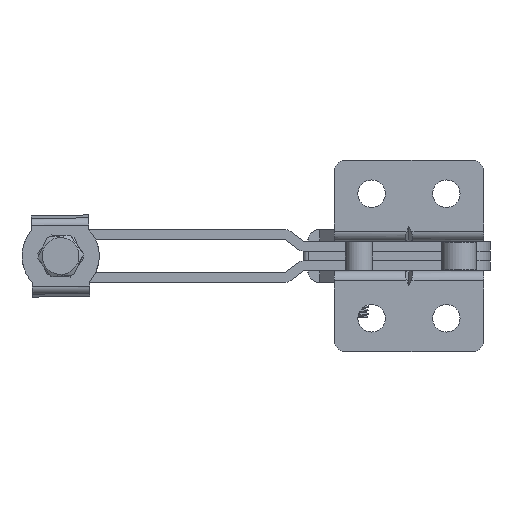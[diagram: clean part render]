
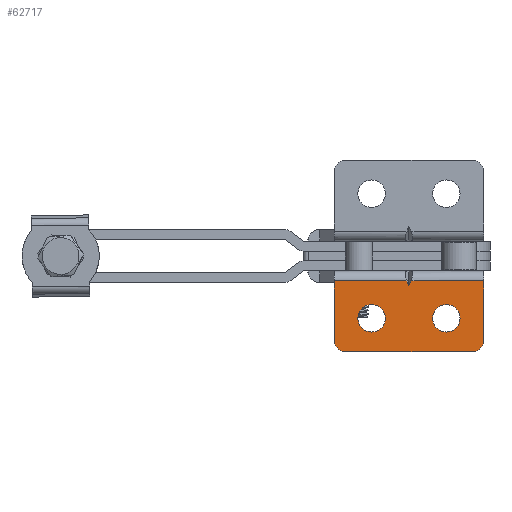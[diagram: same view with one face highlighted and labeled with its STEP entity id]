
A CAD part, front view. The second image highlights one B-rep face of the part: STEP entity #62717.
In plain terms, the highlighted planar face has unit normal (0, -1, 0).
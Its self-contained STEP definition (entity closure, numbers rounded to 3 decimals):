
#8660 = DIRECTION ( 'NONE',  ( -1., 0., 0. ) ) ;
#8661 = DIRECTION ( 'NONE',  ( 0., -1., 0. ) ) ;
#8662 = CARTESIAN_POINT ( 'NONE',  ( -15., 0., -31. ) ) ;
#8663 = AXIS2_PLACEMENT_3D ( 'NONE', #8662, #8661, #8660 ) ;
#8664 = CIRCLE ( 'NONE', #8663, 5.5 ) ;
#8669 = CARTESIAN_POINT ( 'NONE',  ( -39.5, 0., -31. ) ) ;
#8670 = CARTESIAN_POINT ( 'NONE',  ( -50.5, 0., -31. ) ) ;
#8708 = CARTESIAN_POINT ( 'NONE',  ( -9.5, 0., -31. ) ) ;
#8740 = CARTESIAN_POINT ( 'NONE',  ( -29.203, 0., -16. ) ) ;
#8743 = DIRECTION ( 'NONE',  ( -1., 0., 0. ) ) ;
#8744 = DIRECTION ( 'NONE',  ( 0., -1., 0. ) ) ;
#8745 = CARTESIAN_POINT ( 'NONE',  ( -45., 0., -31. ) ) ;
#8746 = AXIS2_PLACEMENT_3D ( 'NONE', #8745, #8744, #8743 ) ;
#8750 = CIRCLE ( 'NONE', #8746, 5.5 ) ;
#8754 = CARTESIAN_POINT ( 'NONE',  ( -20.5, 0., -31. ) ) ;
#8779 = CARTESIAN_POINT ( 'NONE',  ( 0., 0., -16. ) ) ;
#8904 = DIRECTION ( 'NONE',  ( 1., 0., 0. ) ) ;
#8905 = VECTOR ( 'NONE', #8904, 1000. ) ;
#8911 = LINE ( 'NONE', #8916, #8905 ) ;
#8916 = CARTESIAN_POINT ( 'NONE',  ( 0., 0., -16. ) ) ;
#8923 = DIRECTION ( 'NONE',  ( 1., 0., 0. ) ) ;
#8924 = VECTOR ( 'NONE', #8923, 1000. ) ;
#8926 = CARTESIAN_POINT ( 'NONE',  ( 0., 0., -16. ) ) ;
#8927 = LINE ( 'NONE', #8926, #8924 ) ;
#9021 = CARTESIAN_POINT ( 'NONE',  ( 0., 0., -39.5 ) ) ;
#9049 = FACE_BOUND ( 'NONE', #62768, .T. ) ;
#9056 = CARTESIAN_POINT ( 'NONE',  ( 0., 0., -16.5 ) ) ;
#9057 = FACE_BOUND ( 'NONE', #62723, .T. ) ;
#9060 = DIRECTION ( 'NONE',  ( 0., 0., 1. ) ) ;
#9061 = VECTOR ( 'NONE', #9060, 1000. ) ;
#9070 = CARTESIAN_POINT ( 'NONE',  ( 0., 0., -16.5 ) ) ;
#9071 = LINE ( 'NONE', #9070, #9061 ) ;
#9085 = DIRECTION ( 'NONE',  ( 0., 0., 1. ) ) ;
#9086 = CARTESIAN_POINT ( 'NONE',  ( -60., 0., -16.5 ) ) ;
#9088 = LINE ( 'NONE', #9086, #9137 ) ;
#9090 = CIRCLE ( 'NONE', #9125, 5.5 ) ;
#9091 = DIRECTION ( 'NONE',  ( 0.391, 0., -0.921 ) ) ;
#9092 = VECTOR ( 'NONE', #9091, 1000. ) ;
#9093 = CARTESIAN_POINT ( 'NONE',  ( -25.919, 0., -27.497 ) ) ;
#9097 = DIRECTION ( 'NONE',  ( -1., 0., 0. ) ) ;
#9098 = LINE ( 'NONE', #9093, #9092 ) ;
#9101 = AXIS2_PLACEMENT_3D ( 'NONE', #9056, #9109, #9097 ) ;
#9106 = PLANE ( 'NONE',  #9101 ) ;
#9108 = FACE_OUTER_BOUND ( 'NONE', #62749, .T. ) ;
#9109 = DIRECTION ( 'NONE',  ( 0., 1., 0. ) ) ;
#9110 = CARTESIAN_POINT ( 'NONE',  ( -30., 0., -17.879 ) ) ;
#9122 = DIRECTION ( 'NONE',  ( -1., 0., 0. ) ) ;
#9123 = DIRECTION ( 'NONE',  ( 0., -1., 0. ) ) ;
#9124 = CARTESIAN_POINT ( 'NONE',  ( -15., 0., -31. ) ) ;
#9125 = AXIS2_PLACEMENT_3D ( 'NONE', #9124, #9123, #9122 ) ;
#9128 = CARTESIAN_POINT ( 'NONE',  ( -60., 0., -39.5 ) ) ;
#9130 = CARTESIAN_POINT ( 'NONE',  ( -60., 0., -16. ) ) ;
#9137 = VECTOR ( 'NONE', #9085, 1000. ) ;
#9138 = LINE ( 'NONE', #9150, #9149 ) ;
#9139 = CARTESIAN_POINT ( 'NONE',  ( -24.928, 0., -5.924 ) ) ;
#9140 = LINE ( 'NONE', #9139, #9194 ) ;
#9149 = VECTOR ( 'NONE', #9193, 1000. ) ;
#9150 = CARTESIAN_POINT ( 'NONE',  ( -60., 0., -44.5 ) ) ;
#9155 = CARTESIAN_POINT ( 'NONE',  ( -5., 0., -44.5 ) ) ;
#9172 = DIRECTION ( 'NONE',  ( -1., 0., 0. ) ) ;
#9173 = DIRECTION ( 'NONE',  ( 0., 1., 0. ) ) ;
#9174 = CARTESIAN_POINT ( 'NONE',  ( -55., 0., -39.5 ) ) ;
#9175 = AXIS2_PLACEMENT_3D ( 'NONE', #9174, #9173, #9172 ) ;
#9176 = CIRCLE ( 'NONE', #9175, 5. ) ;
#9177 = CIRCLE ( 'NONE', #9181, 5.5 ) ;
#9179 = DIRECTION ( 'NONE',  ( 0., -1., 0. ) ) ;
#9181 = AXIS2_PLACEMENT_3D ( 'NONE', #9192, #9179, #9225 ) ;
#9182 = DIRECTION ( 'NONE',  ( 0.391, 0., 0.921 ) ) ;
#9184 = DIRECTION ( 'NONE',  ( -1., 0., 0. ) ) ;
#9185 = DIRECTION ( 'NONE',  ( 0., 1., 0. ) ) ;
#9186 = CARTESIAN_POINT ( 'NONE',  ( -5., 0., -39.5 ) ) ;
#9187 = AXIS2_PLACEMENT_3D ( 'NONE', #9186, #9185, #9184 ) ;
#9190 = CARTESIAN_POINT ( 'NONE',  ( -55., 0., -44.5 ) ) ;
#9191 = CIRCLE ( 'NONE', #9187, 5. ) ;
#9192 = CARTESIAN_POINT ( 'NONE',  ( -45., 0., -31. ) ) ;
#9193 = DIRECTION ( 'NONE',  ( 1., 0., 0. ) ) ;
#9194 = VECTOR ( 'NONE', #9182, 1000. ) ;
#9225 = DIRECTION ( 'NONE',  ( -1., 0., 0. ) ) ;
#9228 = CARTESIAN_POINT ( 'NONE',  ( -30.797, 0., -16. ) ) ;
#62158 = EDGE_CURVE ( 'NONE', #62326, #62318, #8664, .T. ) ;
#62182 = VERTEX_POINT ( 'NONE', #8670 ) ;
#62184 = VERTEX_POINT ( 'NONE', #8669 ) ;
#62318 = VERTEX_POINT ( 'NONE', #8708 ) ;
#62326 = VERTEX_POINT ( 'NONE', #8754 ) ;
#62330 = EDGE_CURVE ( 'NONE', #62182, #62184, #8750, .T. ) ;
#62349 = VERTEX_POINT ( 'NONE', #8740 ) ;
#62371 = VERTEX_POINT ( 'NONE', #8779 ) ;
#62504 = EDGE_CURVE ( 'NONE', #62349, #62371, #8911, .T. ) ;
#62535 = EDGE_CURVE ( 'NONE', #62772, #62895, #8927, .T. ) ;
#62554 = ORIENTED_EDGE ( 'NONE', *, *, #62844, .T. ) ;
#62669 = VERTEX_POINT ( 'NONE', #9021 ) ;
#62673 = EDGE_CURVE ( 'NONE', #62669, #62371, #9071, .T. ) ;
#62714 = VERTEX_POINT ( 'NONE', #9110 ) ;
#62717 = ADVANCED_FACE ( 'NONE', ( #9049, #9057, #9108 ), #9106, .F. ) ;
#62720 = ORIENTED_EDGE ( 'NONE', *, *, #62893, .F. ) ;
#62723 = EDGE_LOOP ( 'NONE', ( #62725, #62873 ) ) ;
#62725 = ORIENTED_EDGE ( 'NONE', *, *, #62158, .F. ) ;
#62727 = EDGE_CURVE ( 'NONE', #62895, #62714, #9098, .T. ) ;
#62742 = EDGE_CURVE ( 'NONE', #62763, #62772, #9088, .T. ) ;
#62749 = EDGE_LOOP ( 'NONE', ( #62875, #62883, #62877, #62885, #62554, #62852, #62861, #62856, #62848 ) ) ;
#62763 = VERTEX_POINT ( 'NONE', #9128 ) ;
#62765 = EDGE_CURVE ( 'NONE', #62318, #62326, #9090, .T. ) ;
#62768 = EDGE_LOOP ( 'NONE', ( #62887, #62720 ) ) ;
#62772 = VERTEX_POINT ( 'NONE', #9130 ) ;
#62844 = EDGE_CURVE ( 'NONE', #62881, #62850, #9138, .T. ) ;
#62848 = ORIENTED_EDGE ( 'NONE', *, *, #62863, .F. ) ;
#62850 = VERTEX_POINT ( 'NONE', #9155 ) ;
#62852 = ORIENTED_EDGE ( 'NONE', *, *, #62854, .F. ) ;
#62854 = EDGE_CURVE ( 'NONE', #62669, #62850, #9191, .T. ) ;
#62856 = ORIENTED_EDGE ( 'NONE', *, *, #62504, .F. ) ;
#62861 = ORIENTED_EDGE ( 'NONE', *, *, #62673, .T. ) ;
#62863 = EDGE_CURVE ( 'NONE', #62714, #62349, #9140, .T. ) ;
#62873 = ORIENTED_EDGE ( 'NONE', *, *, #62765, .F. ) ;
#62875 = ORIENTED_EDGE ( 'NONE', *, *, #62727, .F. ) ;
#62877 = ORIENTED_EDGE ( 'NONE', *, *, #62742, .F. ) ;
#62879 = EDGE_CURVE ( 'NONE', #62881, #62763, #9176, .T. ) ;
#62881 = VERTEX_POINT ( 'NONE', #9190 ) ;
#62883 = ORIENTED_EDGE ( 'NONE', *, *, #62535, .F. ) ;
#62885 = ORIENTED_EDGE ( 'NONE', *, *, #62879, .F. ) ;
#62887 = ORIENTED_EDGE ( 'NONE', *, *, #62330, .F. ) ;
#62893 = EDGE_CURVE ( 'NONE', #62184, #62182, #9177, .T. ) ;
#62895 = VERTEX_POINT ( 'NONE', #9228 ) ;
